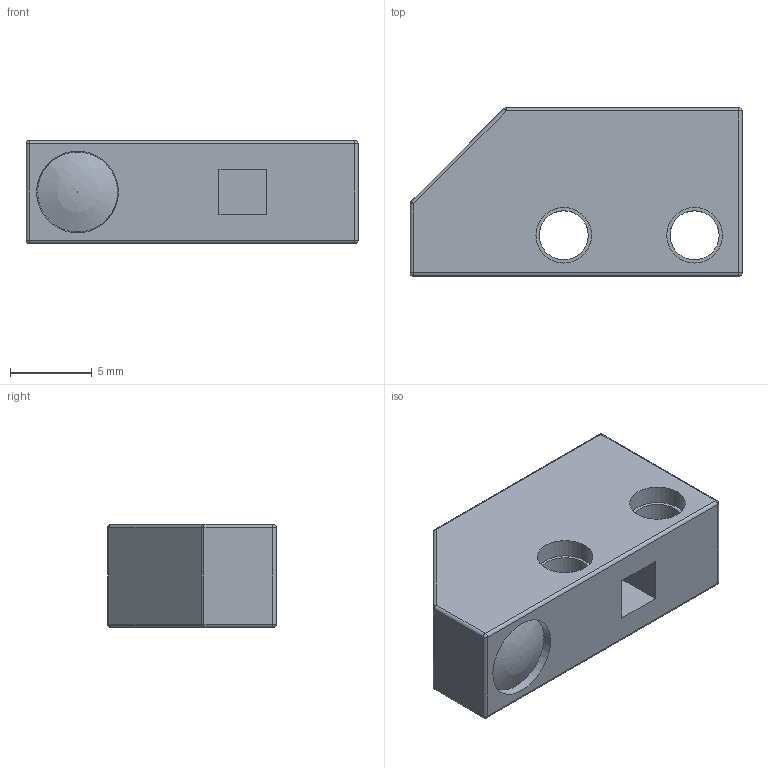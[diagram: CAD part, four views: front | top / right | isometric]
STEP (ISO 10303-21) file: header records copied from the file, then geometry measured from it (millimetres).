
FILE_DESCRIPTION(/* description */ (''),/* implementation_level */ '2;1');
FILE_NAME(/* name */ 'AL000025.stp',/* time_stamp */ '2016-09-28T09:23:20+02:00',/* author */ ('mitarbeiter'),/* organization */ (''),/* preprocessor_version */ 'ST-DEVELOPER v15.2',/* originating_system */ 'Autodesk Inventor 2014',/* authorisation */ '');
FILE_SCHEMA (('AUTOMOTIVE_DESIGN { 1 0 10303 214 3 1 1 }'));
Length unit declared in the file: millimetre
Products named in the file (1): AL000025
Bounding box: 20.3 x 10.3 x 6.3 mm (x, y, z)
Volume: 1000.4 mm3; surface area: 975.3 mm2
Topology: 1 solids, 1 shells, 55 faces, 118 edges, 62 vertices
Faces by surface type: cylinder 23, plane 19, sphere 11, cone 1, bspline 1
Full cylindrical faces by diameter (mm): 3 x3, 3.4 x4, 4 x1
Entity records: 1383 total; most frequent: DIRECTION 257, CARTESIAN_POINT 240, ORIENTED_EDGE 192, AXIS2_PLACEMENT_3D 107, EDGE_CURVE 96, EDGE_LOOP 76, VERTEX_POINT 60, FACE_OUTER_BOUND 55
